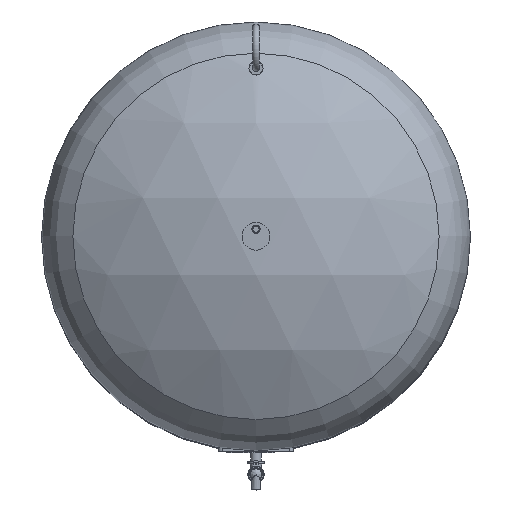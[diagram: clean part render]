
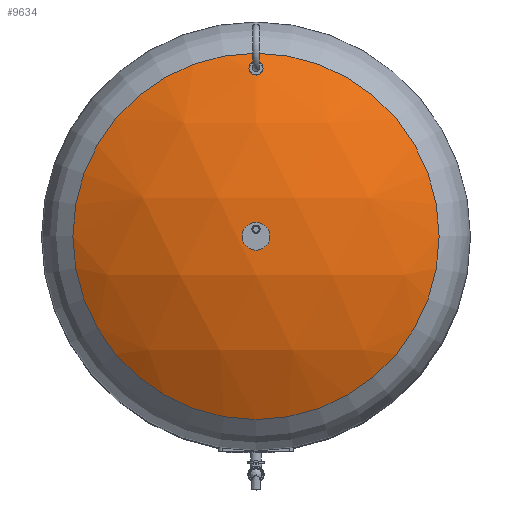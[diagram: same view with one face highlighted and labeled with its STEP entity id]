
A CAD part, top view. The second image highlights one B-rep face of the part: STEP entity #9634.
In plain terms, the highlighted spherical face has radius 594 mm.
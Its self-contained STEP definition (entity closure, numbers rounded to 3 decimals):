
#30=B_SPLINE_CURVE_WITH_KNOTS($,3,(#15864,#15865,#15866,#15867,#15868,#15869,
#15870,#15871,#15872,#15873,#15874,#15875,#15876,#15877,#15878,#15879,#15880,
#15881,#15882,#15883,#15884,#15885,#15886,#15887,#15888,#15889,#15890,#15891,
#15892,#15893,#15894,#15895,#15896,#15897,#15898,#15899,#15900,#15901,#15902,
#15903,#15904,#15905,#15906,#15907,#15908,#15909,#15910,#15911,#15912,#15913,
#15914,#15915,#15916,#15917,#15918,#15919,#15920,#15921,#15922,#15923,#15924,
#15925,#15926,#15927,#15928,#15929),.UNSPECIFIED.,.T.,.F.,(4,2,2,2,2,2,
2,2,2,2,2,2,2,2,2,2,2,2,2,2,2,2,2,2,2,2,2,2,2,2,2,2,4),(0.,1.994,
3.987,5.981,7.974,10.293,12.612,
14.931,17.25,19.564,21.878,24.192,
26.506,28.499,30.492,32.484,34.477,
36.47,38.463,40.456,42.449,44.763,
47.077,49.391,51.705,54.024,56.343,
58.662,60.981,62.974,64.968,66.961,
68.955),.UNSPECIFIED.);
#45=SPHERICAL_SURFACE($,#10617,594.);
#406=FACE_BOUND($,#1995,.T.);
#747=CIRCLE($,#10618,315.931);
#1281=FACE_OUTER_BOUND($,#1994,.T.);
#1994=EDGE_LOOP($,(#7856));
#1995=EDGE_LOOP($,(#7857));
#4615=VERTEX_POINT($,#15863);
#4616=VERTEX_POINT($,#15932);
#5766=EDGE_CURVE($,#4615,#4615,#30,.T.);
#5767=EDGE_CURVE($,#4616,#4616,#747,.T.);
#7856=ORIENTED_EDGE($,*,*,#5767,.F.);
#7857=ORIENTED_EDGE($,*,*,#5766,.T.);
#9634=ADVANCED_FACE($,(#1281,#406),#45,.T.);
#10617=AXIS2_PLACEMENT_3D($,#15931,#12817,#12818);
#10618=AXIS2_PLACEMENT_3D($,#15933,#12819,#12820);
#12817=DIRECTION('center_axis',(0.,-1.,0.));
#12818=DIRECTION('ref_axis',(-1.,0.,0.));
#12819=DIRECTION('center_axis',(0.,0.,
-1.));
#12820=DIRECTION('ref_axis',(1.,0.,0.));
#15863=CARTESIAN_POINT('',(0.,300.65,1358.294));
#15864=CARTESIAN_POINT('Ctrl Pts',(0.,300.65,1358.294));
#15865=CARTESIAN_POINT('Ctrl Pts',(0.665,300.65,1358.294));
#15866=CARTESIAN_POINT('Ctrl Pts',(1.348,300.587,1358.33));
#15867=CARTESIAN_POINT('Ctrl Pts',(2.7,300.325,1358.478));
#15868=CARTESIAN_POINT('Ctrl Pts',(3.368,300.127,1358.591));
#15869=CARTESIAN_POINT('Ctrl Pts',(4.642,299.61,1358.883));
#15870=CARTESIAN_POINT('Ctrl Pts',(5.249,299.29,1359.063));
#15871=CARTESIAN_POINT('Ctrl Pts',(6.366,298.564,1359.474));
#15872=CARTESIAN_POINT('Ctrl Pts',(6.875,298.157,1359.704));
#15873=CARTESIAN_POINT('Ctrl Pts',(7.848,297.235,1360.224));
#15874=CARTESIAN_POINT('Ctrl Pts',(8.329,296.677,1360.538));
#15875=CARTESIAN_POINT('Ctrl Pts',(9.168,295.47,1361.219));
#15876=CARTESIAN_POINT('Ctrl Pts',(9.525,294.82,1361.584));
#15877=CARTESIAN_POINT('Ctrl Pts',(10.095,293.472,1362.342));
#15878=CARTESIAN_POINT('Ctrl Pts',(10.307,292.773,1362.734));
#15879=CARTESIAN_POINT('Ctrl Pts',(10.585,291.375,1363.519));
#15880=CARTESIAN_POINT('Ctrl Pts',(10.65,290.675,1363.911));
#15881=CARTESIAN_POINT('Ctrl Pts',(10.65,289.327,1364.665));
#15882=CARTESIAN_POINT('Ctrl Pts',(10.585,288.628,1365.055));
#15883=CARTESIAN_POINT('Ctrl Pts',(10.308,287.231,1365.836));
#15884=CARTESIAN_POINT('Ctrl Pts',(10.096,286.532,1366.225));
#15885=CARTESIAN_POINT('Ctrl Pts',(9.527,285.185,1366.976));
#15886=CARTESIAN_POINT('Ctrl Pts',(9.17,284.535,1367.337));
#15887=CARTESIAN_POINT('Ctrl Pts',(8.333,283.327,1368.009));
#15888=CARTESIAN_POINT('Ctrl Pts',(7.852,282.769,1368.319));
#15889=CARTESIAN_POINT('Ctrl Pts',(6.879,281.846,1368.831));
#15890=CARTESIAN_POINT('Ctrl Pts',(6.369,281.438,1369.057));
#15891=CARTESIAN_POINT('Ctrl Pts',(5.251,280.71,1369.46));
#15892=CARTESIAN_POINT('Ctrl Pts',(4.643,280.391,1369.637));
#15893=CARTESIAN_POINT('Ctrl Pts',(3.369,279.873,1369.924));
#15894=CARTESIAN_POINT('Ctrl Pts',(2.7,279.675,1370.034));
#15895=CARTESIAN_POINT('Ctrl Pts',(1.348,279.413,1370.178));
#15896=CARTESIAN_POINT('Ctrl Pts',(0.664,279.35,1370.213));
#15897=CARTESIAN_POINT('Ctrl Pts',(-0.664,279.35,1370.213));
#15898=CARTESIAN_POINT('Ctrl Pts',(-1.348,279.413,1370.178));
#15899=CARTESIAN_POINT('Ctrl Pts',(-2.7,279.675,1370.034));
#15900=CARTESIAN_POINT('Ctrl Pts',(-3.369,279.873,1369.924));
#15901=CARTESIAN_POINT('Ctrl Pts',(-4.643,280.391,1369.637));
#15902=CARTESIAN_POINT('Ctrl Pts',(-5.251,280.71,1369.46));
#15903=CARTESIAN_POINT('Ctrl Pts',(-6.369,281.438,1369.057));
#15904=CARTESIAN_POINT('Ctrl Pts',(-6.879,281.846,1368.831));
#15905=CARTESIAN_POINT('Ctrl Pts',(-7.852,282.769,1368.319));
#15906=CARTESIAN_POINT('Ctrl Pts',(-8.333,283.327,1368.009));
#15907=CARTESIAN_POINT('Ctrl Pts',(-9.17,284.535,1367.337));
#15908=CARTESIAN_POINT('Ctrl Pts',(-9.527,285.185,1366.976));
#15909=CARTESIAN_POINT('Ctrl Pts',(-10.096,286.532,1366.225));
#15910=CARTESIAN_POINT('Ctrl Pts',(-10.308,287.231,1365.836));
#15911=CARTESIAN_POINT('Ctrl Pts',(-10.585,288.628,1365.055));
#15912=CARTESIAN_POINT('Ctrl Pts',(-10.65,289.327,1364.665));
#15913=CARTESIAN_POINT('Ctrl Pts',(-10.65,290.675,1363.911));
#15914=CARTESIAN_POINT('Ctrl Pts',(-10.585,291.375,1363.519));
#15915=CARTESIAN_POINT('Ctrl Pts',(-10.307,292.773,1362.734));
#15916=CARTESIAN_POINT('Ctrl Pts',(-10.095,293.472,1362.342));
#15917=CARTESIAN_POINT('Ctrl Pts',(-9.525,294.82,1361.584));
#15918=CARTESIAN_POINT('Ctrl Pts',(-9.168,295.47,1361.219));
#15919=CARTESIAN_POINT('Ctrl Pts',(-8.329,296.677,1360.538));
#15920=CARTESIAN_POINT('Ctrl Pts',(-7.848,297.235,1360.224));
#15921=CARTESIAN_POINT('Ctrl Pts',(-6.875,298.157,1359.704));
#15922=CARTESIAN_POINT('Ctrl Pts',(-6.366,298.564,1359.474));
#15923=CARTESIAN_POINT('Ctrl Pts',(-5.249,299.29,1359.063));
#15924=CARTESIAN_POINT('Ctrl Pts',(-4.642,299.61,1358.883));
#15925=CARTESIAN_POINT('Ctrl Pts',(-3.368,300.127,1358.591));
#15926=CARTESIAN_POINT('Ctrl Pts',(-2.7,300.325,1358.478));
#15927=CARTESIAN_POINT('Ctrl Pts',(-1.348,300.587,1358.33));
#15928=CARTESIAN_POINT('Ctrl Pts',(-0.665,300.65,1358.294));
#15929=CARTESIAN_POINT('Ctrl Pts',(0.,300.65,1358.294));
#15931=CARTESIAN_POINT('Origin',(0.,0.,
846.));
#15932=CARTESIAN_POINT('',(315.931,0.,1349.014));
#15933=CARTESIAN_POINT('Origin',(0.,0.,
1349.014));
